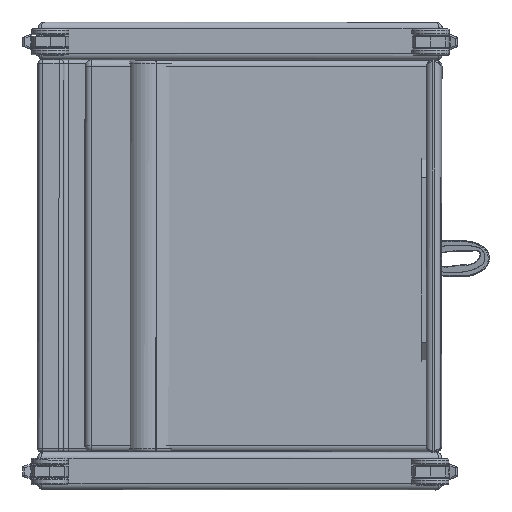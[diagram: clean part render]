
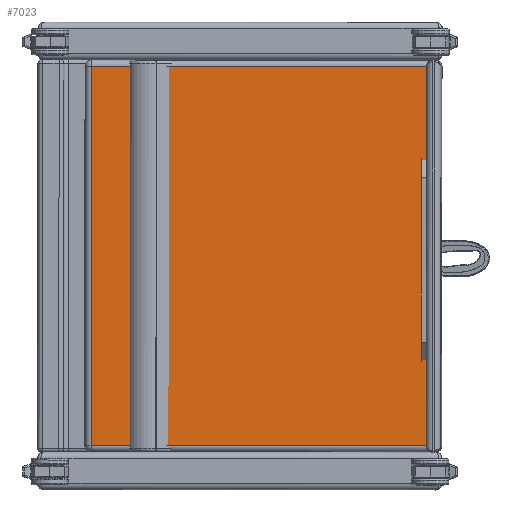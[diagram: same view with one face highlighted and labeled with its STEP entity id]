
A CAD part, front view. The second image highlights one B-rep face of the part: STEP entity #7023.
In plain terms, the highlighted face is planar.
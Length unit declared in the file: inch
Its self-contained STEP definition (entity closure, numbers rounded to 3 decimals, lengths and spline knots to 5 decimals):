
#541=PLANE('',#7826);
#752=LINE('',#19187,#1110);
#754=LINE('',#19190,#1112);
#762=LINE('',#19222,#1120);
#764=LINE('',#19225,#1122);
#1110=VECTOR('',#9247,0.3937);
#1112=VECTOR('',#9251,0.3937);
#1120=VECTOR('',#9295,0.3937);
#1122=VECTOR('',#9299,0.3937);
#1707=FACE_OUTER_BOUND('',#2193,.T.);
#2193=EDGE_LOOP('',(#5617,#5618,#5619,#5620));
#3297=VERTEX_POINT('',#19137);
#3300=VERTEX_POINT('',#19144);
#3306=VERTEX_POINT('',#19161);
#3313=VERTEX_POINT('',#19183);
#4111=EDGE_CURVE('',#3306,#3313,#752,.T.);
#4113=EDGE_CURVE('',#3313,#3300,#754,.T.);
#4131=EDGE_CURVE('',#3297,#3306,#762,.T.);
#4133=EDGE_CURVE('',#3300,#3297,#764,.T.);
#5617=ORIENTED_EDGE('',*,*,#4111,.F.);
#5618=ORIENTED_EDGE('',*,*,#4131,.F.);
#5619=ORIENTED_EDGE('',*,*,#4133,.F.);
#5620=ORIENTED_EDGE('',*,*,#4113,.F.);
#7023=ADVANCED_FACE('',(#1707),#541,.T.);
#7826=AXIS2_PLACEMENT_3D('',#19230,#9307,#9308);
#9247=DIRECTION('',(1.,0.,0.));
#9251=DIRECTION('',(0.,1.,0.));
#9295=DIRECTION('',(0.,-1.,0.));
#9299=DIRECTION('',(-1.,0.,0.));
#9307=DIRECTION('center_axis',(0.,0.,-1.));
#9308=DIRECTION('ref_axis',(-1.,0.,0.));
#19137=CARTESIAN_POINT('',(-13.625,15.,-2.5));
#19144=CARTESIAN_POINT('',(13.45891,15.,-2.5));
#19161=CARTESIAN_POINT('',(-13.625,-15.,-2.5));
#19183=CARTESIAN_POINT('',(13.45891,-15.,-2.5));
#19187=CARTESIAN_POINT('',(-7.0625,-15.,-2.5));
#19190=CARTESIAN_POINT('',(13.45891,-15.5,-2.5));
#19222=CARTESIAN_POINT('',(-13.625,7.75,-2.5));
#19225=CARTESIAN_POINT('',(7.0625,15.,-2.5));
#19230=CARTESIAN_POINT('Origin',(0.,0.,-2.5));
